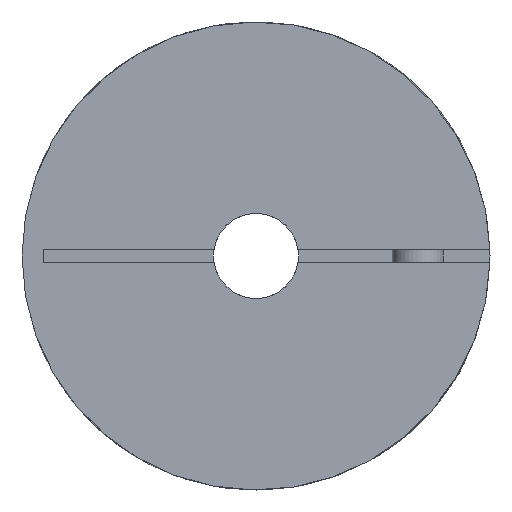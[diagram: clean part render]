
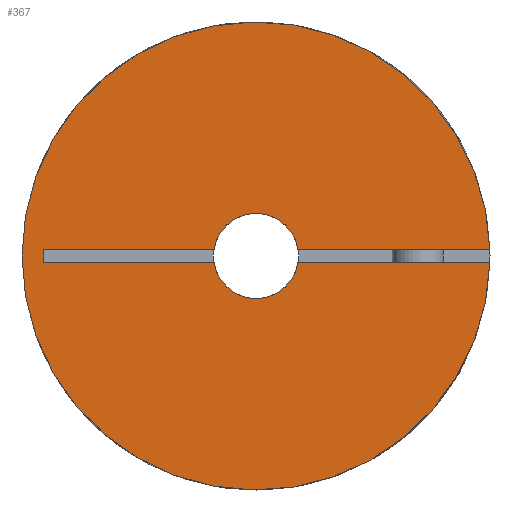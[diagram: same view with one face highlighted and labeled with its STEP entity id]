
A CAD part, left-side view. The second image highlights one B-rep face of the part: STEP entity #367.
In plain terms, the highlighted planar face has unit normal (-1, 0, 0).
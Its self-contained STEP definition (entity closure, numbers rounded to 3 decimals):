
#367=ADVANCED_FACE('',(#823),#824,.T.);
#823=FACE_OUTER_BOUND('',#1395,.T.);
#824=PLANE('',#1396);
#1395=EDGE_LOOP('',(#2248,#2249,#2250,#2251,#2252,#2253,#2254,#2255,#2256));
#1396=AXIS2_PLACEMENT_3D('',#2257,#2258,#2259);
#2248=ORIENTED_EDGE('',*,*,#2799,.F.);
#2249=ORIENTED_EDGE('',*,*,#2887,.F.);
#2250=ORIENTED_EDGE('',*,*,#2820,.T.);
#2251=ORIENTED_EDGE('',*,*,#2816,.F.);
#2252=ORIENTED_EDGE('',*,*,#2810,.T.);
#2253=ORIENTED_EDGE('',*,*,#2877,.T.);
#2254=ORIENTED_EDGE('',*,*,#2755,.T.);
#2255=ORIENTED_EDGE('',*,*,#2806,.T.);
#2256=ORIENTED_EDGE('',*,*,#2793,.F.);
#2257=CARTESIAN_POINT('',(0.,0.0,-5.0));
#2258=DIRECTION('',(-1.0,0.0,0.0));
#2259=DIRECTION('',(0.0,-1.0,0.0));
#2755=EDGE_CURVE('',#3222,#3230,#3232,.T.);
#2793=EDGE_CURVE('',#3290,#3292,#3293,.T.);
#2799=EDGE_CURVE('',#3302,#3290,#3303,.T.);
#2806=EDGE_CURVE('',#3230,#3292,#3311,.T.);
#2810=EDGE_CURVE('',#3315,#3316,#3317,.T.);
#2816=EDGE_CURVE('',#3315,#3325,#3326,.T.);
#2820=EDGE_CURVE('',#3331,#3325,#3332,.T.);
#2877=EDGE_CURVE('',#3316,#3222,#3404,.T.);
#2887=EDGE_CURVE('',#3331,#3302,#3416,.T.);
#3222=VERTEX_POINT('',#4019);
#3230=VERTEX_POINT('',#4029);
#3232=CIRCLE('',#4032,27.5);
#3290=VERTEX_POINT('',#4093);
#3292=VERTEX_POINT('',#4096);
#3293=CIRCLE('',#4097,5.0);
#3302=VERTEX_POINT('',#4108);
#3303=LINE('',#4109,#4110);
#3311=LINE('',#4120,#4121);
#3315=VERTEX_POINT('',#4126);
#3316=VERTEX_POINT('',#4127);
#3317=LINE('',#4128,#4129);
#3325=VERTEX_POINT('',#4140);
#3326=CIRCLE('',#4141,5.0);
#3331=VERTEX_POINT('',#4147);
#3332=LINE('',#4148,#4149);
#3404=CIRCLE('',#4238,27.5);
#3416=LINE('',#4295,#4296);
#4019=CARTESIAN_POINT('',(0.0,27.5,0.));
#4029=CARTESIAN_POINT('',(0.,-27.49,-0.75));
#4032=AXIS2_PLACEMENT_3D('',#4779,#4780,#4781);
#4093=CARTESIAN_POINT('',(0.,4.943,-0.75));
#4096=CARTESIAN_POINT('',(0.,-4.943,-0.75));
#4097=AXIS2_PLACEMENT_3D('',#4858,#4859,#4860);
#4108=CARTESIAN_POINT('',(0.,25.0,-0.75));
#4109=CARTESIAN_POINT('',(0.,25.0,-0.75));
#4110=VECTOR('',#4869,20.057);
#4120=CARTESIAN_POINT('',(0.,-27.49,-0.75));
#4121=VECTOR('',#4878,22.546);
#4126=CARTESIAN_POINT('',(0.,-4.943,0.75));
#4127=CARTESIAN_POINT('',(0.,-27.49,0.75));
#4128=CARTESIAN_POINT('',(0.,-4.943,0.75));
#4129=VECTOR('',#4883,22.546);
#4140=CARTESIAN_POINT('',(0.,4.943,0.75));
#4141=AXIS2_PLACEMENT_3D('',#4890,#4891,#4892);
#4147=CARTESIAN_POINT('',(0.,25.0,0.75));
#4148=CARTESIAN_POINT('',(0.,25.0,0.75));
#4149=VECTOR('',#4897,20.057);
#4238=AXIS2_PLACEMENT_3D('',#4966,#4967,#4968);
#4295=CARTESIAN_POINT('',(0.,25.0,0.75));
#4296=VECTOR('',#4978,1.5);
#4779=CARTESIAN_POINT('',(0.,0.0,0.0));
#4780=DIRECTION('',(-1.0,0.0,0.0));
#4781=DIRECTION('',(0.0,1.0,0.0));
#4858=CARTESIAN_POINT('',(0.,0.0,0.0));
#4859=DIRECTION('',(-1.0,0.0,0.0));
#4860=DIRECTION('',(0.0,1.0,0.0));
#4869=DIRECTION('',(0.0,-1.0,0.0));
#4878=DIRECTION('',(0.0,1.0,0.0));
#4883=DIRECTION('',(0.0,-1.0,0.0));
#4890=CARTESIAN_POINT('',(0.,0.0,0.0));
#4891=DIRECTION('',(-1.0,0.0,0.0));
#4892=DIRECTION('',(0.0,1.0,0.0));
#4897=DIRECTION('',(0.0,-1.0,0.0));
#4966=CARTESIAN_POINT('',(0.,0.0,0.0));
#4967=DIRECTION('',(-1.0,0.0,0.0));
#4968=DIRECTION('',(0.0,1.0,0.0));
#4978=DIRECTION('',(0.0,0.0,-1.0));
